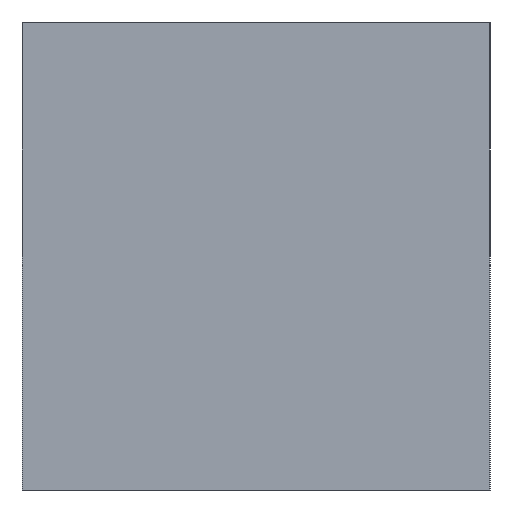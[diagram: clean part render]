
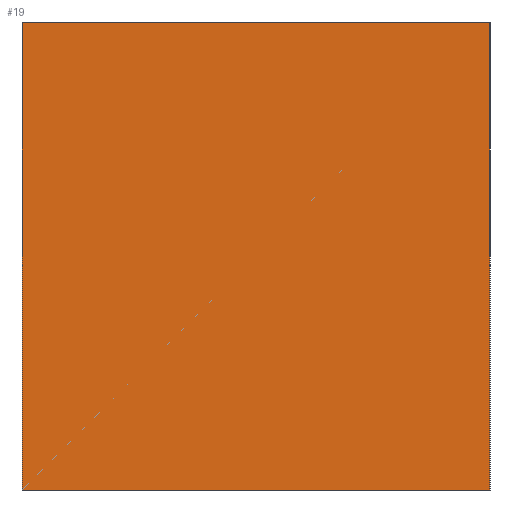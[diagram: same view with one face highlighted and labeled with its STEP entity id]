
A CAD part, left-side view. The second image highlights one B-rep face of the part: STEP entity #19.
In plain terms, the highlighted planar face has unit normal (-1, 0, 0).
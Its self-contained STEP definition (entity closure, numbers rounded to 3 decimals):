
#14 = ORIENTED_EDGE ( 'NONE', *, *, #155, .T. ) ;
#16 = DIRECTION ( 'NONE',  ( 0., 0., -1. ) ) ;
#19 = ADVANCED_FACE ( 'NONE', ( #188 ), #226, .F. ) ;
#25 = CARTESIAN_POINT ( 'NONE',  ( 37.083, -13.161, 57. ) ) ;
#30 = DIRECTION ( 'NONE',  ( 0., -1., 0. ) ) ;
#34 = ORIENTED_EDGE ( 'NONE', *, *, #183, .F. ) ;
#36 = DIRECTION ( 'NONE',  ( 0., 0., -1. ) ) ;
#41 = LINE ( 'NONE', #180, #189 ) ;
#50 = LINE ( 'NONE', #118, #163 ) ;
#59 = DIRECTION ( 'NONE',  ( 0., 0., -1. ) ) ;
#64 = EDGE_CURVE ( 'NONE', #145, #105, #50, .T. ) ;
#73 = CARTESIAN_POINT ( 'NONE',  ( 37.083, 43.839, 57. ) ) ;
#82 = DIRECTION ( 'NONE',  ( 1., 0., 0. ) ) ;
#89 = CARTESIAN_POINT ( 'NONE',  ( 37.083, 43.839, 0. ) ) ;
#92 = LINE ( 'NONE', #94, #212 ) ;
#94 = CARTESIAN_POINT ( 'NONE',  ( 37.083, -13.161, 0. ) ) ;
#96 = EDGE_CURVE ( 'NONE', #145, #121, #41, .T. ) ;
#104 = VECTOR ( 'NONE', #16, 1000. ) ;
#105 = VERTEX_POINT ( 'NONE', #25 ) ;
#115 = ORIENTED_EDGE ( 'NONE', *, *, #96, .T. ) ;
#118 = CARTESIAN_POINT ( 'NONE',  ( 37.083, -13.161, 57. ) ) ;
#121 = VERTEX_POINT ( 'NONE', #89 ) ;
#145 = VERTEX_POINT ( 'NONE', #73 ) ;
#146 = LINE ( 'NONE', #211, #104 ) ;
#153 = AXIS2_PLACEMENT_3D ( 'NONE', #187, #82, #36 ) ;
#155 = EDGE_CURVE ( 'NONE', #121, #206, #92, .T. ) ;
#163 = VECTOR ( 'NONE', #30, 1000. ) ;
#171 = ORIENTED_EDGE ( 'NONE', *, *, #64, .F. ) ;
#173 = EDGE_LOOP ( 'NONE', ( #14, #34, #171, #115 ) ) ;
#179 = CARTESIAN_POINT ( 'NONE',  ( 37.083, -13.161, 0. ) ) ;
#180 = CARTESIAN_POINT ( 'NONE',  ( 37.083, 43.839, 57. ) ) ;
#183 = EDGE_CURVE ( 'NONE', #105, #206, #146, .T. ) ;
#187 = CARTESIAN_POINT ( 'NONE',  ( 37.083, -13.161, 57. ) ) ;
#188 = FACE_OUTER_BOUND ( 'NONE', #173, .T. ) ;
#189 = VECTOR ( 'NONE', #59, 1000. ) ;
#206 = VERTEX_POINT ( 'NONE', #179 ) ;
#211 = CARTESIAN_POINT ( 'NONE',  ( 37.083, -13.161, 57. ) ) ;
#212 = VECTOR ( 'NONE', #231, 1000. ) ;
#226 = PLANE ( 'NONE',  #153 ) ;
#231 = DIRECTION ( 'NONE',  ( 0., -1., 0. ) ) ;
